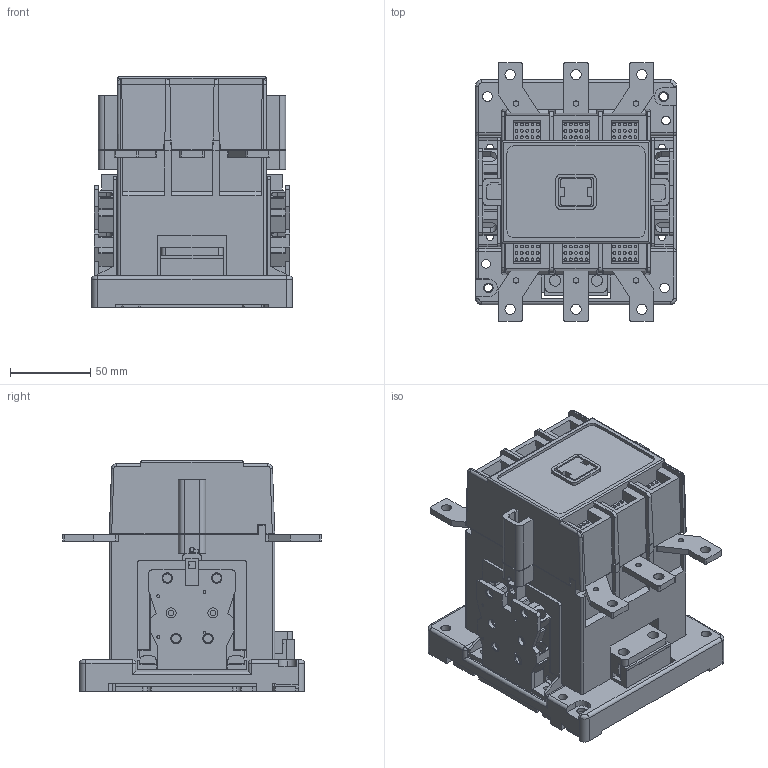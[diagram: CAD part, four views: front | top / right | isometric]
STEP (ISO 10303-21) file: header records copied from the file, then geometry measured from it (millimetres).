
FILE_DESCRIPTION (( 'STEP AP214' ), '1' );
FILE_NAME ('BEH-145-30-22AA.STEP', '2023-04-20T06:57:49', ( '' ), ( '' ), 'SwSTEP 2.0', 'SolidWorks 2021', '' );
FILE_SCHEMA (( 'AUTOMOTIVE_DESIGN' ));
Length unit declared in the file: millimetre
Products named in the file (1): BEH-145-30-22AA
Bounding box: 125 x 161 x 143.5 mm (x, y, z)
Volume: 1476859.9 mm3; surface area: 183506.8 mm2
Topology: 1 solids, 1 shells, 1370 faces, 3644 edges, 2384 vertices
Faces by surface type: plane 856, cylinder 486, cone 16, torus 8, sphere 4
Entity records: 42616 total; most frequent: CARTESIAN_POINT 7503, DIRECTION 7308, ORIENTED_EDGE 7280, EDGE_CURVE 3640, LINE 2642, VECTOR 2642, VERTEX_POINT 2384, AXIS2_PLACEMENT_3D 2333
